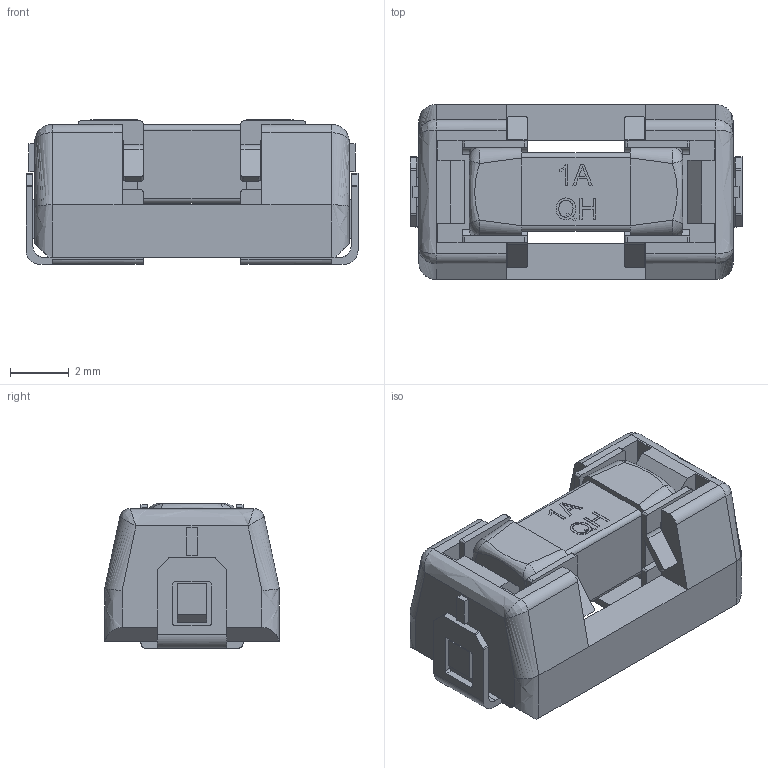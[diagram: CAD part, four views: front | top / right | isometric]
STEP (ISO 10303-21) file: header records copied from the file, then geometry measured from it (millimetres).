
FILE_DESCRIPTION(('FreeCAD Model'),'2;1');
FILE_NAME('Open CASCADE Shape Model','2025-04-17T13:33:30',('FreeCAD'),( 'FreeCAD'),'Open CASCADE STEP processor 7.6','FreeCAD','Unknown');
FILE_SCHEMA(('AUTOMOTIVE_DESIGN { 1 0 10303 214 1 1 1 1 }'));
Length unit declared in the file: millimetre
Products named in the file (1): Open CASCADE STEP translator 7.6 1
Bounding box: 11.33 x 5.96 x 4.93 mm (x, y, z)
Volume: 189.7 mm3; surface area: 593.9 mm2
Topology: 10 solids, 10 shells, 307 faces, 841 edges, 545 vertices
Faces by surface type: bspline 307
Entity records: 11153 total; most frequent: CARTESIAN_POINT 6270, ORIENTED_EDGE 1658, EDGE_CURVE 829, B_SPLINE_CURVE_WITH_KNOTS 656, VERTEX_POINT 545, FACE_BOUND 320, EDGE_LOOP 320, ADVANCED_FACE 307
